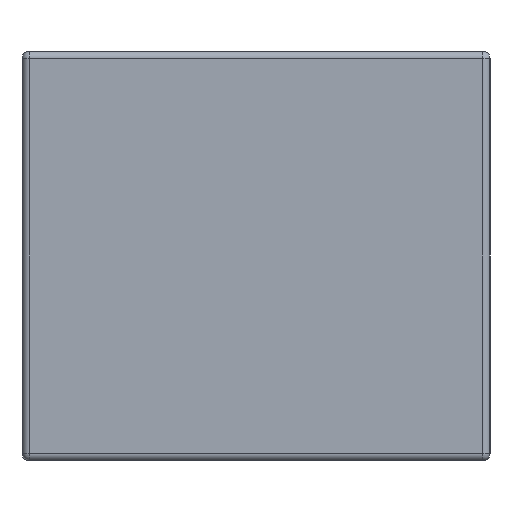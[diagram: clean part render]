
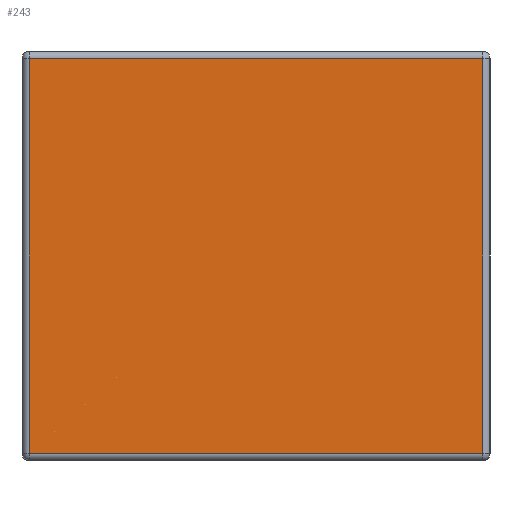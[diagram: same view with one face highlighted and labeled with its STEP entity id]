
A CAD part, left-side view. The second image highlights one B-rep face of the part: STEP entity #243.
In plain terms, the highlighted planar face has unit normal (-1, 0, 0).
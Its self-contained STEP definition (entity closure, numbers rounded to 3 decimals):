
#24 = VERTEX_POINT('',#25);
#25 = CARTESIAN_POINT('',(-2.25,-1.55,2.75));
#32 = EDGE_CURVE('',#33,#24,#35,.T.);
#33 = VERTEX_POINT('',#34);
#34 = CARTESIAN_POINT('',(-2.25,-1.55,0.05));
#35 = LINE('',#36,#37);
#36 = CARTESIAN_POINT('',(-2.25,-1.55,2.8));
#37 = VECTOR('',#38,1.);
#38 = DIRECTION('',(0.,0.,1.));
#64 = VERTEX_POINT('',#65);
#65 = CARTESIAN_POINT('',(-2.25,1.55,2.75));
#83 = VERTEX_POINT('',#84);
#84 = CARTESIAN_POINT('',(-2.25,1.55,0.05));
#91 = EDGE_CURVE('',#64,#83,#92,.T.);
#92 = LINE('',#93,#94);
#93 = CARTESIAN_POINT('',(-2.25,1.55,0.));
#94 = VECTOR('',#95,1.);
#95 = DIRECTION('',(0.,0.,-1.));
#185 = EDGE_CURVE('',#24,#64,#186,.T.);
#186 = LINE('',#187,#188);
#187 = CARTESIAN_POINT('',(-2.25,1.6,2.75));
#188 = VECTOR('',#189,1.);
#189 = DIRECTION('',(0.,1.,0.));
#243 = ADVANCED_FACE('',(#244),#255,.T.);
#244 = FACE_BOUND('',#245,.T.);
#245 = EDGE_LOOP('',(#246,#247,#248,#254));
#246 = ORIENTED_EDGE('',*,*,#185,.T.);
#247 = ORIENTED_EDGE('',*,*,#91,.T.);
#248 = ORIENTED_EDGE('',*,*,#249,.T.);
#249 = EDGE_CURVE('',#83,#33,#250,.T.);
#250 = LINE('',#251,#252);
#251 = CARTESIAN_POINT('',(-2.25,-1.6,0.05));
#252 = VECTOR('',#253,1.);
#253 = DIRECTION('',(0.,-1.,0.));
#254 = ORIENTED_EDGE('',*,*,#32,.T.);
#255 = PLANE('',#256);
#256 = AXIS2_PLACEMENT_3D('',#257,#258,#259);
#257 = CARTESIAN_POINT('',(-2.25,0.,0.));
#258 = DIRECTION('',(-1.,0.,0.));
#259 = DIRECTION('',(0.,-1.,0.));
